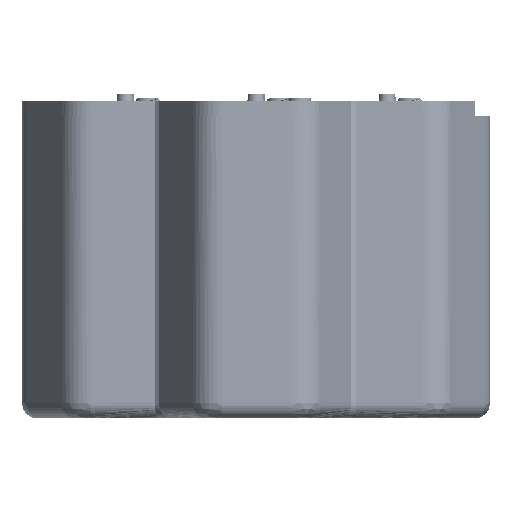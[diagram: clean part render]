
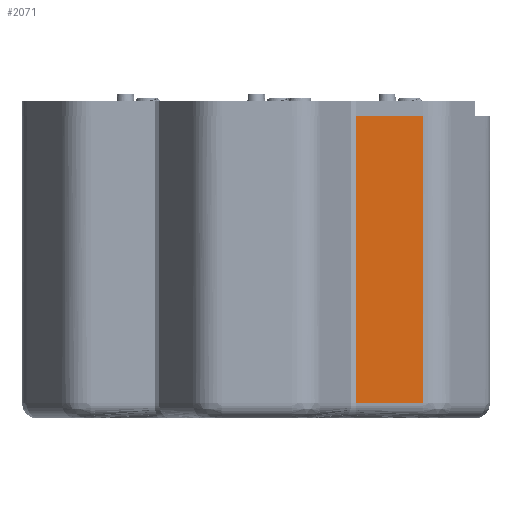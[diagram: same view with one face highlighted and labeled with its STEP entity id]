
A CAD part, left-side view. The second image highlights one B-rep face of the part: STEP entity #2071.
In plain terms, the highlighted free-form (B-spline) face has degree [1, 1] with [2, 2] control points.
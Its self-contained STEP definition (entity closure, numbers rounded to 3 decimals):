
#399 = VERTEX_POINT('',#400);
#400 = CARTESIAN_POINT('',(136.94,234.439,
    69.268));
#405 = EDGE_CURVE('',#399,#406,#408,.T.);
#406 = VERTEX_POINT('',#407);
#407 = CARTESIAN_POINT('',(137.192,214.511,
    69.268));
#408 = B_SPLINE_CURVE_WITH_KNOTS('',1,(#409,#410),.UNSPECIFIED.,.F.,.F.,
  (2,2),(-247.826,-225.875),.PIECEWISE_BEZIER_KNOTS.);
#409 = CARTESIAN_POINT('',(136.94,234.439,
    69.268));
#410 = CARTESIAN_POINT('',(137.192,214.511,
    69.268));
#2050 = EDGE_CURVE('',#2051,#406,#2053,.T.);
#2051 = VERTEX_POINT('',#2052);
#2052 = CARTESIAN_POINT('',(137.192,214.511,
    -16.984));
#2053 = B_SPLINE_CURVE_WITH_KNOTS('',1,(#2054,#2055),.UNSPECIFIED.,.F.,
  .F.,(2,2),(-35.,60.),.PIECEWISE_BEZIER_KNOTS.);
#2054 = CARTESIAN_POINT('',(137.192,214.511,
    -16.984));
#2055 = CARTESIAN_POINT('',(137.192,214.511,
    69.268));
#2071 = ADVANCED_FACE('',(#2072),#2088,.T.);
#2072 = FACE_BOUND('',#2073,.T.);
#2073 = EDGE_LOOP('',(#2074,#2081,#2086,#2087));
#2074 = ORIENTED_EDGE('',*,*,#2075,.F.);
#2075 = EDGE_CURVE('',#2076,#399,#2078,.T.);
#2076 = VERTEX_POINT('',#2077);
#2077 = CARTESIAN_POINT('',(136.94,234.439,
    -16.984));
#2078 = B_SPLINE_CURVE_WITH_KNOTS('',1,(#2079,#2080),.UNSPECIFIED.,.F.,
  .F.,(2,2),(-35.,60.),.PIECEWISE_BEZIER_KNOTS.);
#2079 = CARTESIAN_POINT('',(136.94,234.439,
    -16.984));
#2080 = CARTESIAN_POINT('',(136.94,234.439,
    69.268));
#2081 = ORIENTED_EDGE('',*,*,#2082,.T.);
#2082 = EDGE_CURVE('',#2076,#2051,#2083,.T.);
#2083 = B_SPLINE_CURVE_WITH_KNOTS('',1,(#2084,#2085),.UNSPECIFIED.,.F.,
  .F.,(2,2),(-247.826,-225.875),.PIECEWISE_BEZIER_KNOTS.);
#2084 = CARTESIAN_POINT('',(136.94,234.439,
    -16.984));
#2085 = CARTESIAN_POINT('',(137.192,214.511,
    -16.984));
#2086 = ORIENTED_EDGE('',*,*,#2050,.T.);
#2087 = ORIENTED_EDGE('',*,*,#405,.F.);
#2088 = B_SPLINE_SURFACE_WITH_KNOTS('',1,1,(
    (#2089,#2090)
    ,(#2091,#2092
    )),.UNSPECIFIED.,.F.,.F.,.F.,(2,2),(2,2),(-247.826,
    -225.875),(-35.,60.),.PIECEWISE_BEZIER_KNOTS.);
#2089 = CARTESIAN_POINT('',(136.94,234.439,
    -16.984));
#2090 = CARTESIAN_POINT('',(136.94,234.439,
    69.268));
#2091 = CARTESIAN_POINT('',(137.192,214.511,
    -16.984));
#2092 = CARTESIAN_POINT('',(137.192,214.511,
    69.268));
